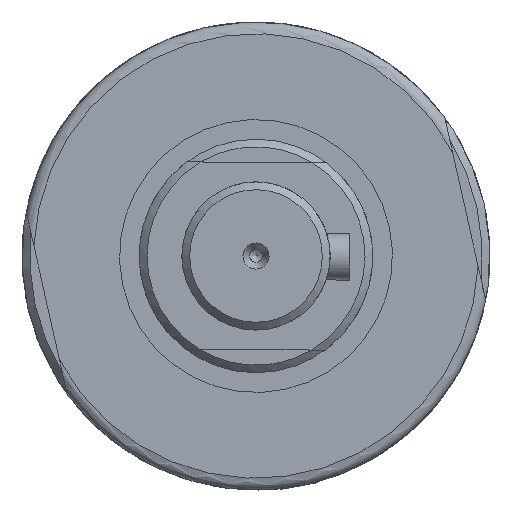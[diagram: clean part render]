
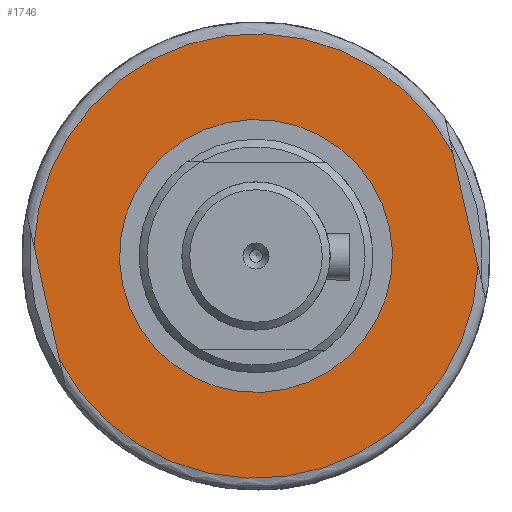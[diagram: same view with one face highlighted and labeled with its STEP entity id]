
A CAD part, left-side view. The second image highlights one B-rep face of the part: STEP entity #1746.
In plain terms, the highlighted planar face has unit normal (-1, 0, 0).
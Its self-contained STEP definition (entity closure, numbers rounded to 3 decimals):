
#1401=CARTESIAN_POINT('',(-198.7,25.202,-13.454));
#1402=VERTEX_POINT('',#1401);
#1428=CARTESIAN_POINT('',(-198.7,28.468,1.152));
#1429=VERTEX_POINT('',#1428);
#1430=CARTESIAN_POINT('',(-198.7,28.468,1.152));
#1431=DIRECTION('',(0.0,-0.218,-0.976));
#1432=VECTOR('',#1431,14.967);
#1433=LINE('',#1430,#1432);
#1434=EDGE_CURVE('',#1429,#1402,#1433,.T.);
#1541=CARTESIAN_POINT('',(-198.7,-25.207,13.152));
#1542=VERTEX_POINT('',#1541);
#1568=CARTESIAN_POINT('',(-198.7,-28.473,-1.454));
#1569=VERTEX_POINT('',#1568);
#1570=CARTESIAN_POINT('',(-198.7,-28.473,-1.454));
#1571=DIRECTION('',(0.0,0.218,0.976));
#1572=VECTOR('',#1571,14.967);
#1573=LINE('',#1570,#1572);
#1574=EDGE_CURVE('',#1569,#1542,#1573,.T.);
#1712=CARTESIAN_POINT('',(-198.7,-5.021,-22.597));
#1713=DIRECTION('',(-1.0,0.0,0.0));
#1714=DIRECTION('',(0.0,0.976,-0.218));
#1715=AXIS2_PLACEMENT_3D('',#1712,#1713,#1714);
#1716=PLANE('',#1715);
#1717=ORIENTED_EDGE('',*,*,#1434,.T.);
#1718=CARTESIAN_POINT('',(-198.7,-0.003,-0.151));
#1719=DIRECTION('',(1.,0.,0.));
#1720=DIRECTION('',(0.,-0.218,-0.976));
#1721=AXIS2_PLACEMENT_3D('',#1718,#1719,#1720);
#1722=CIRCLE('',#1721,28.5);
#1723=EDGE_CURVE('',#1569,#1402,#1722,.T.);
#1724=ORIENTED_EDGE('',*,*,#1723,.F.);
#1725=ORIENTED_EDGE('',*,*,#1574,.T.);
#1726=CARTESIAN_POINT('',(-198.7,-0.003,-0.151));
#1727=DIRECTION('',(1.,0.,0.));
#1728=DIRECTION('',(0.,-0.218,-0.976));
#1729=AXIS2_PLACEMENT_3D('',#1726,#1727,#1728);
#1730=CIRCLE('',#1729,28.5);
#1731=EDGE_CURVE('',#1429,#1542,#1730,.T.);
#1732=ORIENTED_EDGE('',*,*,#1731,.F.);
#1733=EDGE_LOOP('',(#1717,#1724,#1725,#1732));
#1734=FACE_OUTER_BOUND('',#1733,.T.);
#1735=CARTESIAN_POINT('',(-198.7,-3.821,-17.229));
#1736=VERTEX_POINT('',#1735);
#1737=CARTESIAN_POINT('',(-198.7,-0.003,-0.151));
#1738=DIRECTION('',(1.0,0.,0.));
#1739=DIRECTION('',(0.,-0.218,-0.976));
#1740=AXIS2_PLACEMENT_3D('',#1737,#1738,#1739);
#1741=CIRCLE('',#1740,17.5);
#1742=EDGE_CURVE('',#1736,#1736,#1741,.T.);
#1743=ORIENTED_EDGE('',*,*,#1742,.T.);
#1744=EDGE_LOOP('',(#1743));
#1745=FACE_BOUND('',#1744,.T.);
#1746=ADVANCED_FACE('',(#1734,#1745),#1716,.T.);
